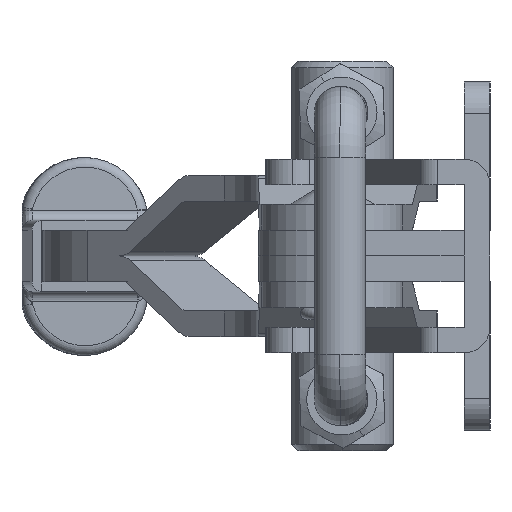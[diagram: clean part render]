
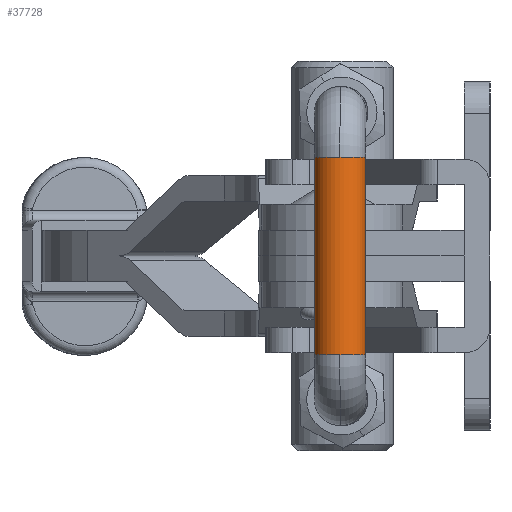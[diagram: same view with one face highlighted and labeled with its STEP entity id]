
A CAD part, left-side view. The second image highlights one B-rep face of the part: STEP entity #37728.
In plain terms, the highlighted cylindrical face has radius 4 mm (diameter 8 mm), a partial arc.
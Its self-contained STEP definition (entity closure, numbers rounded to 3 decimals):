
#8236 = CARTESIAN_POINT ( 'NONE',  ( 115., 37.5, 0. ) ) ;
#8237 = CARTESIAN_POINT ( 'NONE',  ( 111., 37.5, 4. ) ) ;
#8238 = DIRECTION ( 'NONE',  ( 0., 0., -1. ) ) ;
#8239 = DIRECTION ( 'NONE',  ( 0., 1., 0. ) ) ;
#8240 = CARTESIAN_POINT ( 'NONE',  ( 111., 37.5, 0. ) ) ;
#8241 = AXIS2_PLACEMENT_3D ( 'NONE', #8240, #8239, #8238 ) ;
#8242 = CIRCLE ( 'NONE', #8241, 4. ) ;
#8546 = CARTESIAN_POINT ( 'NONE',  ( 111., 7., 4. ) ) ;
#8547 = DIRECTION ( 'NONE',  ( 0., 0., -1. ) ) ;
#8548 = DIRECTION ( 'NONE',  ( 0., 1., 0. ) ) ;
#8549 = CARTESIAN_POINT ( 'NONE',  ( 111., 7., 0. ) ) ;
#8550 = AXIS2_PLACEMENT_3D ( 'NONE', #8549, #8548, #8547 ) ;
#8551 = CIRCLE ( 'NONE', #8550, 4. ) ;
#8552 = CARTESIAN_POINT ( 'NONE',  ( 115., 7., 0. ) ) ;
#11895 = DIRECTION ( 'NONE',  ( 0., 1., 0. ) ) ;
#11896 = VECTOR ( 'NONE', #11895, 1000. ) ;
#11897 = CARTESIAN_POINT ( 'NONE',  ( 111., 7., 4. ) ) ;
#11898 = LINE ( 'NONE', #11897, #11896 ) ;
#11899 = DIRECTION ( 'NONE',  ( 0., 0., -1. ) ) ;
#11900 = DIRECTION ( 'NONE',  ( 0., 1., 0. ) ) ;
#11901 = CARTESIAN_POINT ( 'NONE',  ( 111., 37.5, 0. ) ) ;
#11902 = AXIS2_PLACEMENT_3D ( 'NONE', #11901, #11900, #11899 ) ;
#11903 = CIRCLE ( 'NONE', #11902, 4. ) ;
#11918 = FACE_OUTER_BOUND ( 'NONE', #37729, .T. ) ;
#11920 = CYLINDRICAL_SURFACE ( 'NONE', #11949, 4. ) ;
#11940 = CARTESIAN_POINT ( 'NONE',  ( 111., 7., -4. ) ) ;
#11941 = DIRECTION ( 'NONE',  ( 0., 0., -1. ) ) ;
#11942 = DIRECTION ( 'NONE',  ( 0., 1., 0. ) ) ;
#11943 = CARTESIAN_POINT ( 'NONE',  ( 111., 7., 0. ) ) ;
#11944 = AXIS2_PLACEMENT_3D ( 'NONE', #11943, #11942, #11941 ) ;
#11945 = CIRCLE ( 'NONE', #11944, 4. ) ;
#11946 = DIRECTION ( 'NONE',  ( 0., 0., 1. ) ) ;
#11947 = DIRECTION ( 'NONE',  ( 0., 1., 0. ) ) ;
#11948 = CARTESIAN_POINT ( 'NONE',  ( 111., 7., 0. ) ) ;
#11949 = AXIS2_PLACEMENT_3D ( 'NONE', #11948, #11947, #11946 ) ;
#12114 = CARTESIAN_POINT ( 'NONE',  ( 111., 37.5, -4. ) ) ;
#12115 = DIRECTION ( 'NONE',  ( 0., 1., 0. ) ) ;
#12116 = VECTOR ( 'NONE', #12115, 1000. ) ;
#12117 = CARTESIAN_POINT ( 'NONE',  ( 111., 7., -4. ) ) ;
#12118 = LINE ( 'NONE', #12117, #12116 ) ;
#36502 = EDGE_CURVE ( 'NONE', #36503, #36504, #8242, .T. ) ;
#36503 = VERTEX_POINT ( 'NONE', #8237 ) ;
#36504 = VERTEX_POINT ( 'NONE', #8236 ) ;
#36554 = VERTEX_POINT ( 'NONE', #8552 ) ;
#36556 = EDGE_CURVE ( 'NONE', #36557, #36554, #8551, .T. ) ;
#36557 = VERTEX_POINT ( 'NONE', #8546 ) ;
#37709 = ORIENTED_EDGE ( 'NONE', *, *, #37710, .F. ) ;
#37710 = EDGE_CURVE ( 'NONE', #36504, #37793, #11903, .T. ) ;
#37711 = ORIENTED_EDGE ( 'NONE', *, *, #36502, .F. ) ;
#37712 = ORIENTED_EDGE ( 'NONE', *, *, #37713, .F. ) ;
#37713 = EDGE_CURVE ( 'NONE', #36557, #36503, #11898, .T. ) ;
#37728 = ADVANCED_FACE ( 'NONE', ( #11918 ), #11920, .T. ) ;
#37729 = EDGE_LOOP ( 'NONE', ( #37730, #37731, #37791, #37709, #37711, #37712 ) ) ;
#37730 = ORIENTED_EDGE ( 'NONE', *, *, #36556, .T. ) ;
#37731 = ORIENTED_EDGE ( 'NONE', *, *, #37732, .T. ) ;
#37732 = EDGE_CURVE ( 'NONE', #36554, #37733, #11945, .T. ) ;
#37733 = VERTEX_POINT ( 'NONE', #11940 ) ;
#37791 = ORIENTED_EDGE ( 'NONE', *, *, #37792, .T. ) ;
#37792 = EDGE_CURVE ( 'NONE', #37733, #37793, #12118, .T. ) ;
#37793 = VERTEX_POINT ( 'NONE', #12114 ) ;
